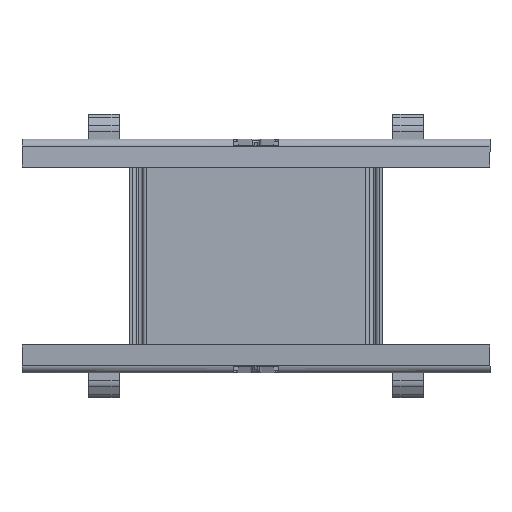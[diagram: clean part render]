
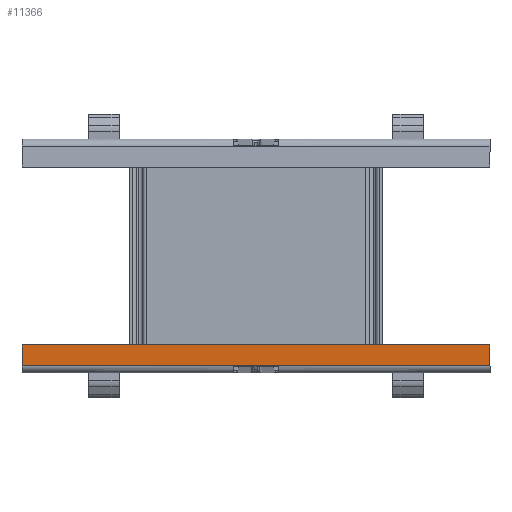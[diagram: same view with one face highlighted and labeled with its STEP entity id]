
A CAD part, front view. The second image highlights one B-rep face of the part: STEP entity #11366.
In plain terms, the highlighted face is planar.
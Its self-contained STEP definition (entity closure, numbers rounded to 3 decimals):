
#45 = PLANE ( 'NONE',  #8138 ) ;
#1396 = CARTESIAN_POINT ( 'NONE',  ( 12., -0.629, 100. ) ) ;
#2180 = DIRECTION ( 'NONE',  ( 0.999, -0.052, 0. ) ) ;
#2735 = EDGE_LOOP ( 'NONE', ( #7645, #8457, #3517, #4483 ) ) ;
#3517 = ORIENTED_EDGE ( 'NONE', *, *, #12825, .T. ) ;
#3892 = VERTEX_POINT ( 'NONE', #9766 ) ;
#4279 = CARTESIAN_POINT ( 'NONE',  ( 12., -0.629, 100. ) ) ;
#4483 = ORIENTED_EDGE ( 'NONE', *, *, #11008, .T. ) ;
#4907 = VECTOR ( 'NONE', #6733, 1000. ) ;
#5081 = CARTESIAN_POINT ( 'NONE',  ( 12., -0.629, -100. ) ) ;
#5220 = LINE ( 'NONE', #6521, #7695 ) ;
#5732 = VECTOR ( 'NONE', #7787, 1000. ) ;
#6054 = LINE ( 'NONE', #8877, #5732 ) ;
#6283 = CARTESIAN_POINT ( 'NONE',  ( 12., -0.629, 100. ) ) ;
#6521 = CARTESIAN_POINT ( 'NONE',  ( 3.08, -0.161, 100. ) ) ;
#6733 = DIRECTION ( 'NONE',  ( 0., 0., -1. ) ) ;
#7166 = VERTEX_POINT ( 'NONE', #5081 ) ;
#7211 = CARTESIAN_POINT ( 'NONE',  ( 3.08, -0.161, -100. ) ) ;
#7579 = DIRECTION ( 'NONE',  ( 0., 0., -1. ) ) ;
#7645 = ORIENTED_EDGE ( 'NONE', *, *, #10037, .F. ) ;
#7695 = VECTOR ( 'NONE', #7579, 1000. ) ;
#7725 = LINE ( 'NONE', #1396, #4907 ) ;
#7787 = DIRECTION ( 'NONE',  ( -0.999, 0.052, 0. ) ) ;
#8138 = AXIS2_PLACEMENT_3D ( 'NONE', #4279, #8566, #2180 ) ;
#8386 = DIRECTION ( 'NONE',  ( -0.999, 0.052, 0. ) ) ;
#8457 = ORIENTED_EDGE ( 'NONE', *, *, #9410, .F. ) ;
#8566 = DIRECTION ( 'NONE',  ( -0.052, -0.999, 0. ) ) ;
#8877 = CARTESIAN_POINT ( 'NONE',  ( 12., -0.629, -100. ) ) ;
#9173 = VERTEX_POINT ( 'NONE', #7211 ) ;
#9410 = EDGE_CURVE ( 'NONE', #9597, #7166, #7725, .T. ) ;
#9597 = VERTEX_POINT ( 'NONE', #11297 ) ;
#9766 = CARTESIAN_POINT ( 'NONE',  ( 3.08, -0.161, 100. ) ) ;
#10037 = EDGE_CURVE ( 'NONE', #7166, #9173, #6054, .T. ) ;
#10613 = VECTOR ( 'NONE', #8386, 1000. ) ;
#11008 = EDGE_CURVE ( 'NONE', #3892, #9173, #5220, .T. ) ;
#11297 = CARTESIAN_POINT ( 'NONE',  ( 12., -0.629, 100. ) ) ;
#11366 = ADVANCED_FACE ( 'NONE', ( #12496 ), #45, .T. ) ;
#12496 = FACE_OUTER_BOUND ( 'NONE', #2735, .T. ) ;
#12825 = EDGE_CURVE ( 'NONE', #9597, #3892, #13482, .T. ) ;
#13482 = LINE ( 'NONE', #6283, #10613 ) ;
